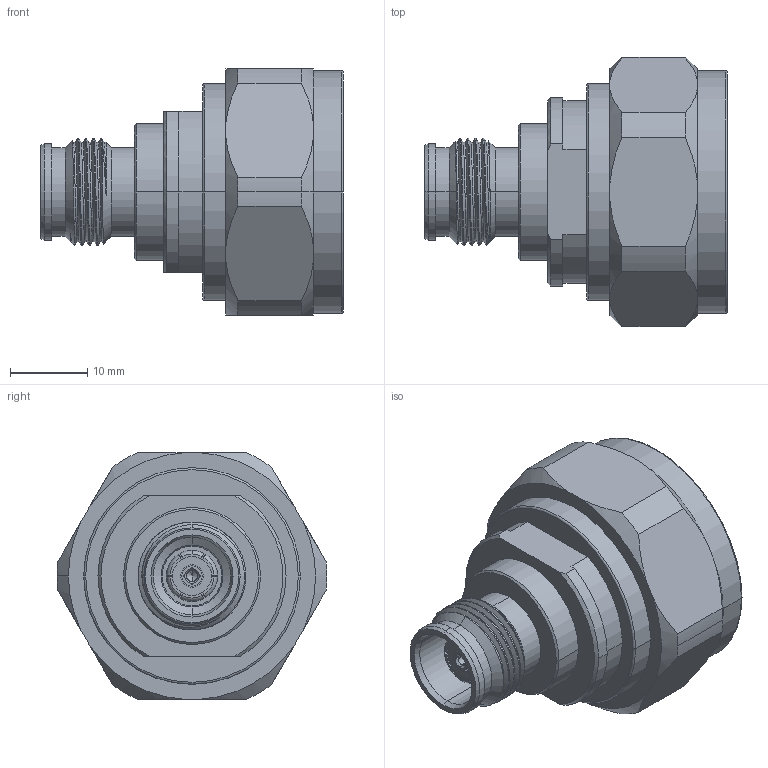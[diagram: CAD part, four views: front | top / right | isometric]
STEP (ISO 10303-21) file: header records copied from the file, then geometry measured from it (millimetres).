
FILE_DESCRIPTION (( 'STEP AP214' ), '1' );
FILE_NAME ('FMAD1275.step', '2021-07-16T15:11:33', ( '' ), ( '' ), 'SwSTEP 2.0', 'SolidWorks 2020', '' );
FILE_SCHEMA (( 'AUTOMOTIVE_DESIGN' ));
Length unit declared in the file: inch
Products named in the file (1): FMAD1275
Bounding box: 39.3 x 35 x 32 mm (x, y, z)
Volume: 12966.5 mm3; surface area: 9048.1 mm2
Topology: 1 solids, 3 shells, 237 faces, 612 edges, 394 vertices
Faces by surface type: cylinder 84, plane 78, cone 54, torus 15, bspline 6
Entity records: 10267 total; most frequent: CARTESIAN_POINT 4554, ORIENTED_EDGE 1220, DIRECTION 1186, EDGE_CURVE 610, AXIS2_PLACEMENT_3D 481, VERTEX_POINT 394, EDGE_LOOP 256, CIRCLE 249
